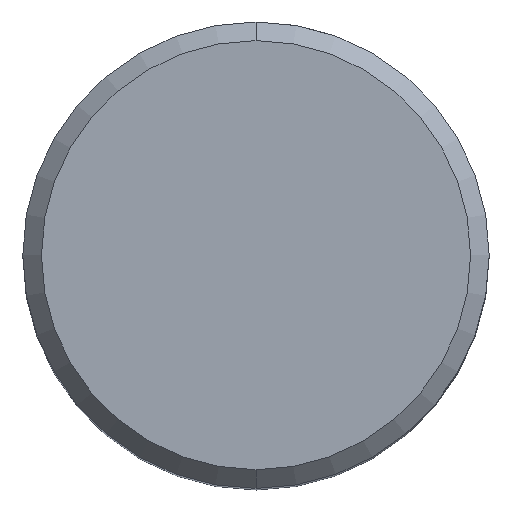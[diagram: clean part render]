
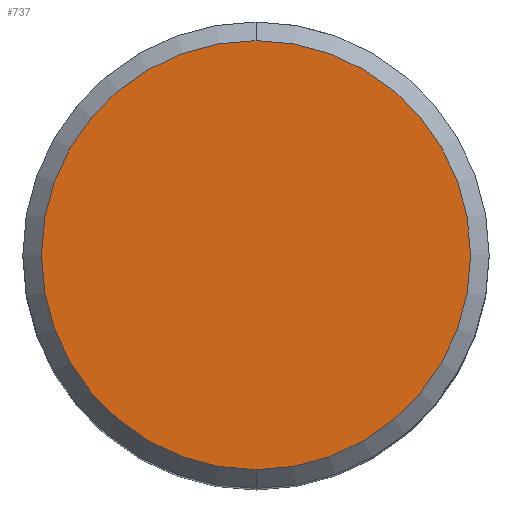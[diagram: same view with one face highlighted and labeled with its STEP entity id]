
A CAD part, top view. The second image highlights one B-rep face of the part: STEP entity #737.
In plain terms, the highlighted planar face has unit normal (0, 0, 1).
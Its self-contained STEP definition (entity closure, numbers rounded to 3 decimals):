
#339=VERTEX_POINT('',#951);
#677=EDGE_CURVE('',#909,#339,#1323,.T.);
#737=ADVANCED_FACE('',(#1387),#1388,.T.);
#751=EDGE_CURVE('',#339,#909,#1404,.T.);
#909=VERTEX_POINT('',#1575);
#951=CARTESIAN_POINT('',(0.,-11.5,0.));
#1323=CIRCLE('',#7893,11.5);
#1387=FACE_OUTER_BOUND('',#8099,.T.);
#1388=PLANE('',#8100);
#1404=CIRCLE('',#8134,11.5);
#1575=CARTESIAN_POINT('',(0.0,11.5,0.));
#7893=AXIS2_PLACEMENT_3D('',#10827,#10828,#10829);
#8099=EDGE_LOOP('',(#10871,#10872));
#8100=AXIS2_PLACEMENT_3D('',#10873,#10874,#10875);
#8134=AXIS2_PLACEMENT_3D('',#10907,#10908,#10909);
#10827=CARTESIAN_POINT('',(0.0,0.0,0.));
#10828=DIRECTION('',(0.0,0.0,-1.0));
#10829=DIRECTION('',(0.0,1.0,0.0));
#10871=ORIENTED_EDGE('',*,*,#677,.F.);
#10872=ORIENTED_EDGE('',*,*,#751,.F.);
#10873=CARTESIAN_POINT('',(0.0,5.75,0.));
#10874=DIRECTION('',(-0.0,0.0,1.0));
#10875=DIRECTION('',(0.0,-1.0,0.0));
#10907=CARTESIAN_POINT('',(0.0,0.0,0.));
#10908=DIRECTION('',(0.0,0.0,-1.0));
#10909=DIRECTION('',(0.0,1.0,0.0));
